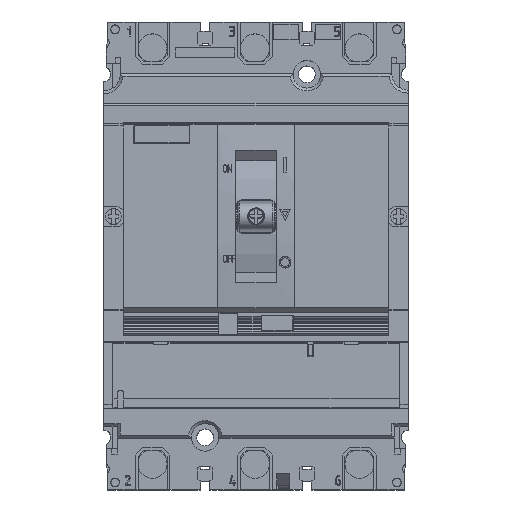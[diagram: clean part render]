
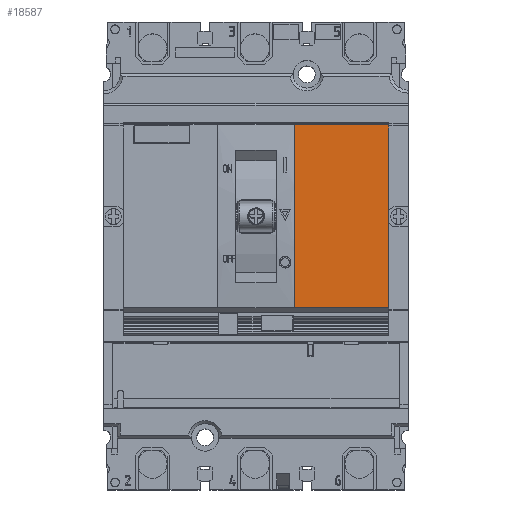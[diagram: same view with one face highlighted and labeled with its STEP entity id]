
A CAD part, top view. The second image highlights one B-rep face of the part: STEP entity #18587.
In plain terms, the highlighted planar face has unit normal (0, 0, 1).
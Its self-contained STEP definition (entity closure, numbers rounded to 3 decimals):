
#1570 = DIRECTION ( 'NONE',  ( 0., 1., 0. ) ) ;
#1682 = ORIENTED_EDGE ( 'NONE', *, *, #46865, .T. ) ;
#3722 = FACE_OUTER_BOUND ( 'NONE', #72487, .T. ) ;
#6055 = LINE ( 'NONE', #14941, #26546 ) ;
#7349 = DIRECTION ( 'NONE',  ( 1., 0., 0. ) ) ;
#11036 = VERTEX_POINT ( 'NONE', #82260 ) ;
#14691 = ORIENTED_EDGE ( 'NONE', *, *, #90932, .T. ) ;
#14789 = LINE ( 'NONE', #45062, #95379 ) ;
#14941 = CARTESIAN_POINT ( 'NONE',  ( 45.75, -27.5, 97. ) ) ;
#15002 = ORIENTED_EDGE ( 'NONE', *, *, #79012, .F. ) ;
#18587 = ADVANCED_FACE ( 'NONE', ( #3722 ), #27011, .T. ) ;
#26546 = VECTOR ( 'NONE', #43768, 1000. ) ;
#27011 = PLANE ( 'NONE',  #85559 ) ;
#32303 = VECTOR ( 'NONE', #1570, 1000. ) ;
#33956 = VERTEX_POINT ( 'NONE', #66938 ) ;
#35974 = DIRECTION ( 'NONE',  ( 0., 0., 1. ) ) ;
#43768 = DIRECTION ( 'NONE',  ( 0., 1., 0. ) ) ;
#45062 = CARTESIAN_POINT ( 'NONE',  ( 45.75, -18., 97. ) ) ;
#46865 = EDGE_CURVE ( 'NONE', #48647, #11036, #14789, .T. ) ;
#48507 = VECTOR ( 'NONE', #80018, 1000. ) ;
#48647 = VERTEX_POINT ( 'NONE', #75781 ) ;
#49818 = LINE ( 'NONE', #71115, #48507 ) ;
#59376 = CARTESIAN_POINT ( 'NONE',  ( 45.75, 45., 97. ) ) ;
#66938 = CARTESIAN_POINT ( 'NONE',  ( 13.25, 45., 97. ) ) ;
#68549 = ORIENTED_EDGE ( 'NONE', *, *, #92468, .T. ) ;
#69004 = CARTESIAN_POINT ( 'NONE',  ( 13.25, 45., 97. ) ) ;
#71115 = CARTESIAN_POINT ( 'NONE',  ( -45.75, 45., 97. ) ) ;
#72487 = EDGE_LOOP ( 'NONE', ( #14691, #15002, #1682, #68549 ) ) ;
#75781 = CARTESIAN_POINT ( 'NONE',  ( 13.25, -18., 97. ) ) ;
#79012 = EDGE_CURVE ( 'NONE', #48647, #33956, #85329, .T. ) ;
#79083 = CARTESIAN_POINT ( 'NONE',  ( 0., 0., 97. ) ) ;
#79569 = DIRECTION ( 'NONE',  ( 1., 0., 0. ) ) ;
#80018 = DIRECTION ( 'NONE',  ( -1., 0., 0. ) ) ;
#82260 = CARTESIAN_POINT ( 'NONE',  ( 45.75, -18., 97. ) ) ;
#85329 = LINE ( 'NONE', #69004, #32303 ) ;
#85559 = AXIS2_PLACEMENT_3D ( 'NONE', #79083, #35974, #79569 ) ;
#85937 = VERTEX_POINT ( 'NONE', #59376 ) ;
#90932 = EDGE_CURVE ( 'NONE', #85937, #33956, #49818, .T. ) ;
#92468 = EDGE_CURVE ( 'NONE', #11036, #85937, #6055, .T. ) ;
#95379 = VECTOR ( 'NONE', #7349, 1000. ) ;
